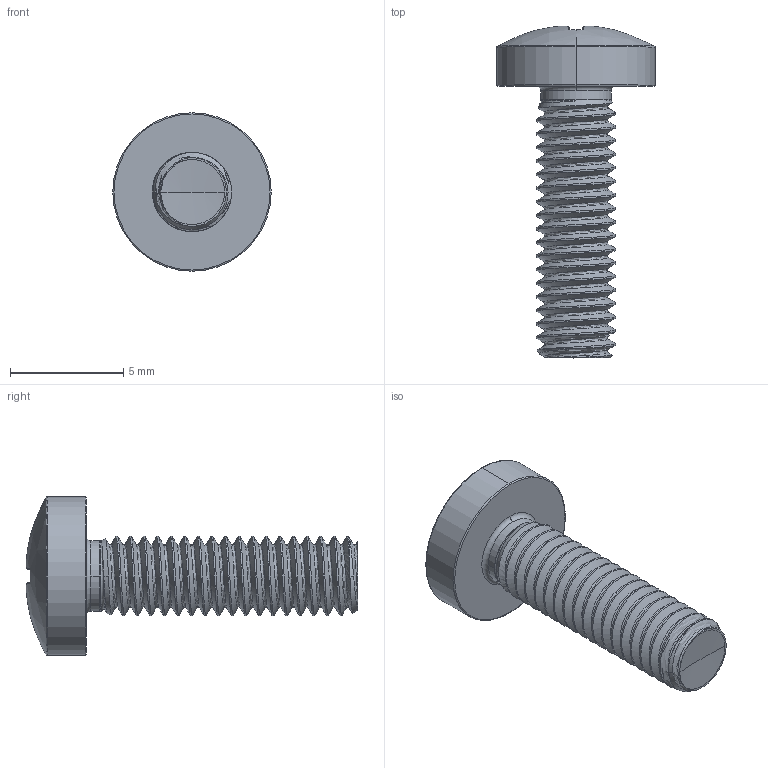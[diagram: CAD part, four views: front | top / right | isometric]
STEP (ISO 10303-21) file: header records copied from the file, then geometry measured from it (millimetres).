
FILE_DESCRIPTION (( 'STEP AP203' ), '1' );
FILE_NAME ('STM320350120.STEP', '2020-12-24T15:20:54', ( '' ), ( '' ), 'SwSTEP 2.0', 'SolidWorks 2015', '' );
FILE_SCHEMA (( 'CONFIG_CONTROL_DESIGN' ));
Length unit declared in the file: millimetre
Products named in the file (2): STM320350120
Bounding box: 7 x 14.66 x 7 mm (x, y, z)
Volume: 172.5 mm3; surface area: 323.2 mm2
Topology: 1 solids, 1 shells, 198 faces, 468 edges, 271 vertices
Faces by surface type: cylinder 60, bspline 46, torus 33, sphere 28, plane 22, cone 9
Entity records: 29506 total; most frequent: CARTESIAN_POINT 25279, ORIENTED_EDGE 932, DIRECTION 787, EDGE_CURVE 466, AXIS2_PLACEMENT_3D 350, VERTEX_POINT 271, EDGE_LOOP 199, ADVANCED_FACE 198
